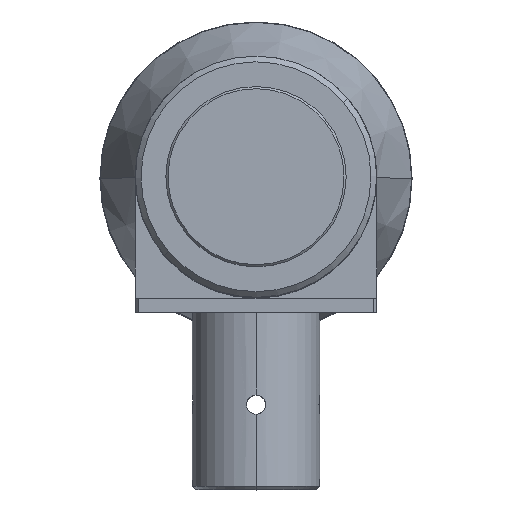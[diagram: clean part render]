
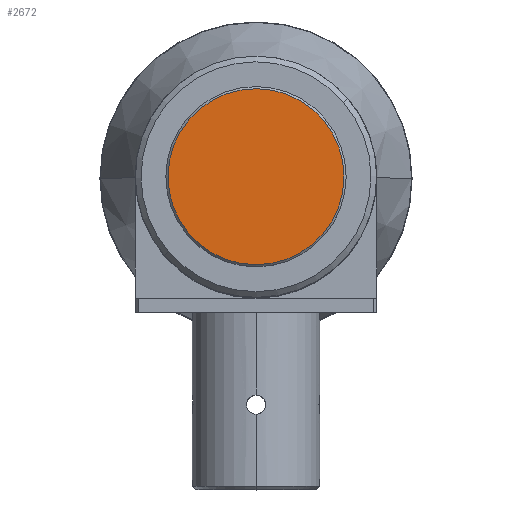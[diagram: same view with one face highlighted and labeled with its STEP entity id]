
A CAD part, top view. The second image highlights one B-rep face of the part: STEP entity #2672.
In plain terms, the highlighted planar face has unit normal (0, 0, 1).
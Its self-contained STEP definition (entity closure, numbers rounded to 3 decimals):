
#98 = ORIENTED_EDGE ( 'NONE', *, *, #2355, .T. ) ;
#115 = CARTESIAN_POINT ( 'NONE',  ( 0., 0., 166.301 ) ) ;
#224 = CARTESIAN_POINT ( 'NONE',  ( 6.238, 10.717, 166.301 ) ) ;
#244 = DIRECTION ( 'NONE',  ( 0., 0., -1. ) ) ;
#253 = PLANE ( 'NONE',  #894 ) ;
#612 = CARTESIAN_POINT ( 'NONE',  ( -6.238, -10.717, 166.301 ) ) ;
#871 = AXIS2_PLACEMENT_3D ( 'NONE', #2612, #1232, #972 ) ;
#886 = CIRCLE ( 'NONE', #2493, 12.4 ) ;
#894 = AXIS2_PLACEMENT_3D ( 'NONE', #2463, #244, #3007 ) ;
#972 = DIRECTION ( 'NONE',  ( 0.503, 0.864, 0. ) ) ;
#1221 = EDGE_LOOP ( 'NONE', ( #98, #1245 ) ) ;
#1232 = DIRECTION ( 'NONE',  ( 0., 0., 1. ) ) ;
#1245 = ORIENTED_EDGE ( 'NONE', *, *, #2466, .T. ) ;
#1800 = DIRECTION ( 'NONE',  ( 0., 0., 1. ) ) ;
#2096 = CIRCLE ( 'NONE', #871, 12.4 ) ;
#2124 = VERTEX_POINT ( 'NONE', #224 ) ;
#2355 = EDGE_CURVE ( '��������1_33+��������1_34+��������1_', #2124, #2738, #2096, .T. ) ;
#2463 = CARTESIAN_POINT ( 'NONE',  ( 9.507, -5.533, 166.301 ) ) ;
#2466 = EDGE_CURVE ( '��������1_33+��������1_34+��������1_', #2738, #2124, #886, .T. ) ;
#2493 = AXIS2_PLACEMENT_3D ( 'NONE', #115, #1800, #2896 ) ;
#2612 = CARTESIAN_POINT ( 'NONE',  ( 0., 0., 166.301 ) ) ;
#2672 = ADVANCED_FACE ( 'NONE', ( #2749 ), #253, .F. ) ;
#2738 = VERTEX_POINT ( 'NONE', #612 ) ;
#2749 = FACE_OUTER_BOUND ( 'NONE', #1221, .T. ) ;
#2896 = DIRECTION ( 'NONE',  ( 0.503, 0.864, 0. ) ) ;
#3007 = DIRECTION ( 'NONE',  ( 0.503, 0.864, 0. ) ) ;
